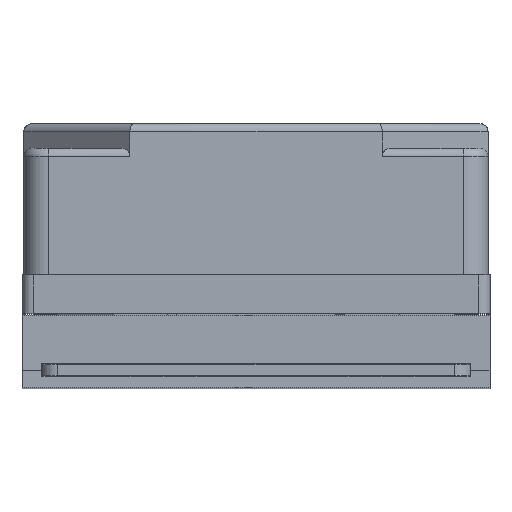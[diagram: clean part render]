
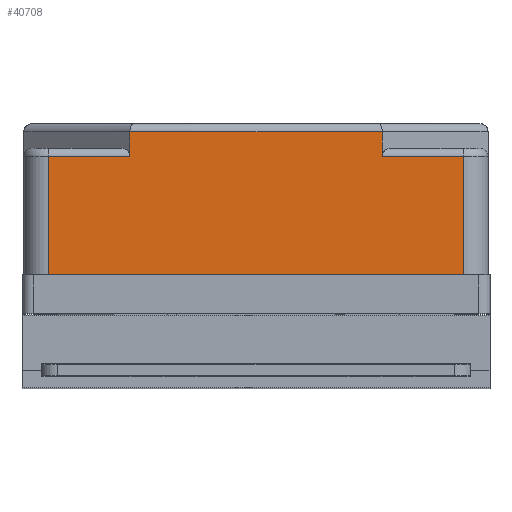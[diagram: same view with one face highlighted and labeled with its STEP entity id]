
A CAD part, top view. The second image highlights one B-rep face of the part: STEP entity #40708.
In plain terms, the highlighted face is planar.
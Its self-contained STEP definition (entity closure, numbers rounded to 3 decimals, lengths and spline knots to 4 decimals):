
#29488=DIRECTION('',(0.,0.,1.));
#29489=VECTOR('',#29488,4.5808);
#29490=CARTESIAN_POINT('',(-0.15,4.215,-6.5054));
#29491=LINE('',#29490,#29489);
#29505=DIRECTION('',(0.,0.,1.));
#29506=VECTOR('',#29505,7.53);
#29507=CARTESIAN_POINT('',(-2.75,4.215,-7.98));
#29508=LINE('',#29507,#29506);
#29509=DIRECTION('',(0.,0.,1.));
#29510=VECTOR('',#29509,1.4746);
#29511=CARTESIAN_POINT('',(-0.6,4.215,
-1.9246));
#29512=LINE('',#29511,#29510);
#29569=DIRECTION('',(-1.,0.,0.));
#29570=VECTOR('',#29569,0.45);
#29571=CARTESIAN_POINT('',(-0.15,4.215,-1.9246));
#29572=LINE('',#29571,#29570);
#29573=DIRECTION('',(-1.,0.,0.));
#29574=VECTOR('',#29573,2.15);
#29575=CARTESIAN_POINT('',(-0.6,4.215,-0.45));
#29576=LINE('',#29575,#29574);
#29585=DIRECTION('',(1.,0.,0.));
#29586=VECTOR('',#29585,2.15);
#29587=CARTESIAN_POINT('',(-2.75,4.215,-7.98));
#29588=LINE('',#29587,#29586);
#29624=DIRECTION('',(0.,0.,1.));
#29625=VECTOR('',#29624,1.4746);
#29626=CARTESIAN_POINT('',(-0.6,4.215,-7.98));
#29627=LINE('',#29626,#29625);
#29632=DIRECTION('',(1.,0.,0.));
#29633=VECTOR('',#29632,0.45);
#29634=CARTESIAN_POINT('',(-0.6,4.215,-6.5054));
#29635=LINE('',#29634,#29633);
#29642=CARTESIAN_POINT('',(-0.6,4.215,-6.5054));
#35536=CARTESIAN_POINT('',(-0.15,4.215,-6.5054));
#35537=CARTESIAN_POINT('',(-0.15,4.215,-1.9246));
#35538=VERTEX_POINT('',#35536);
#35539=VERTEX_POINT('',#35537);
#35866=CARTESIAN_POINT('',(-0.6,4.215,
-1.9246));
#35867=CARTESIAN_POINT('',(-0.6,4.215,-0.45));
#35868=VERTEX_POINT('',#35866);
#35869=VERTEX_POINT('',#35867);
#36340=CARTESIAN_POINT('',(-2.75,4.215,-7.98));
#36341=CARTESIAN_POINT('',(-2.75,4.215,-0.45));
#36342=VERTEX_POINT('',#36340);
#36343=VERTEX_POINT('',#36341);
#37127=CARTESIAN_POINT('',(-0.6,4.215,-7.98));
#37128=VERTEX_POINT('',#37127);
#37154=VERTEX_POINT('',#29642);
#40687=CARTESIAN_POINT('',(-0.15,4.215,-7.98));
#40688=DIRECTION('',(0.,-1.,0.));
#40689=DIRECTION('',(0.,0.,-1.));
#40690=AXIS2_PLACEMENT_3D('',#40687,#40688,#40689);
#40691=PLANE('',#40690);
#40693=ORIENTED_EDGE('',*,*,#40692,.T.);
#40695=ORIENTED_EDGE('',*,*,#40694,.T.);
#40696=ORIENTED_EDGE('',*,*,#40536,.F.);
#40698=ORIENTED_EDGE('',*,*,#40697,.T.);
#40700=ORIENTED_EDGE('',*,*,#40699,.T.);
#40702=ORIENTED_EDGE('',*,*,#40701,.T.);
#40703=ORIENTED_EDGE('',*,*,#40678,.T.);
#40705=ORIENTED_EDGE('',*,*,#40704,.T.);
#40706=EDGE_LOOP('',(#40693,#40695,#40696,#40698,#40700,#40702,#40703,#40705));
#40707=FACE_OUTER_BOUND('',#40706,.F.);
#40708=ADVANCED_FACE('',(#40707),#40691,.F.);
#40536=EDGE_CURVE('',#36342,#36343,#29508,.T.);
#40678=EDGE_CURVE('',#35538,#35539,#29491,.T.);
#40692=EDGE_CURVE('',#35868,#35869,#29512,.T.);
#40694=EDGE_CURVE('',#35869,#36343,#29576,.T.);
#40697=EDGE_CURVE('',#36342,#37128,#29588,.T.);
#40699=EDGE_CURVE('',#37128,#37154,#29627,.T.);
#40701=EDGE_CURVE('',#37154,#35538,#29635,.T.);
#40704=EDGE_CURVE('',#35539,#35868,#29572,.T.);
